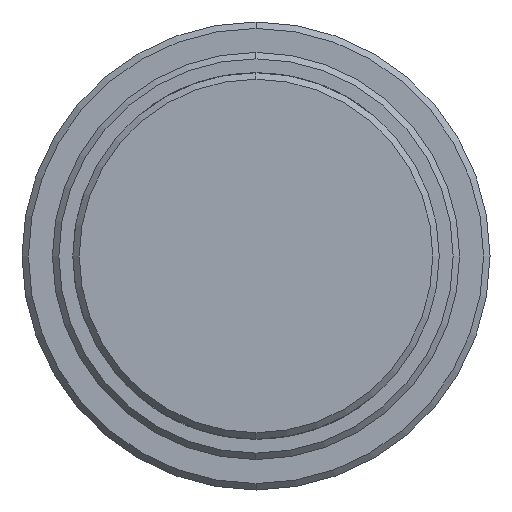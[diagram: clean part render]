
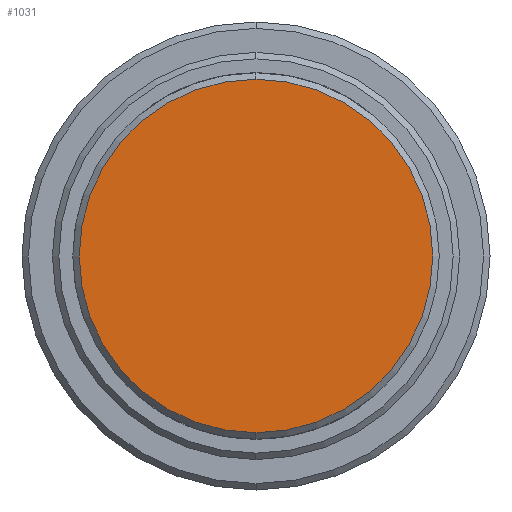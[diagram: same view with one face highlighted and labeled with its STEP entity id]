
A CAD part, left-side view. The second image highlights one B-rep face of the part: STEP entity #1031.
In plain terms, the highlighted planar face has unit normal (-1, 0, 0).
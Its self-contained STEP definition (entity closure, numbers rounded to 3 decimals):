
#10 = CARTESIAN_POINT ( 'NONE',  ( 0., 0., 0. ) ) ;
#12 = CIRCLE ( 'NONE', #961, 27.575 ) ;
#54 = AXIS2_PLACEMENT_3D ( 'NONE', #1388, #941, #2518 ) ;
#79 = VERTEX_POINT ( 'NONE', #1817 ) ;
#87 = CIRCLE ( 'NONE', #305, 27.575 ) ;
#301 = CARTESIAN_POINT ( 'NONE',  ( 0., 0., 0. ) ) ;
#305 = AXIS2_PLACEMENT_3D ( 'NONE', #10, #2466, #870 ) ;
#697 = VERTEX_POINT ( 'NONE', #1339 ) ;
#870 = DIRECTION ( 'NONE',  ( 0., 0., -1. ) ) ;
#941 = DIRECTION ( 'NONE',  ( 1., 0., 0. ) ) ;
#961 = AXIS2_PLACEMENT_3D ( 'NONE', #301, #2580, #2796 ) ;
#982 = ORIENTED_EDGE ( 'NONE', *, *, #1587, .T. ) ;
#989 = ORIENTED_EDGE ( 'NONE', *, *, #1708, .T. ) ;
#1031 = ADVANCED_FACE ( 'NONE', ( #1138 ), #1168, .F. ) ;
#1138 = FACE_OUTER_BOUND ( 'NONE', #2586, .T. ) ;
#1168 = PLANE ( 'NONE',  #54 ) ;
#1339 = CARTESIAN_POINT ( 'NONE',  ( 0., 0., 27.575 ) ) ;
#1388 = CARTESIAN_POINT ( 'NONE',  ( 0., 0., 0. ) ) ;
#1587 = EDGE_CURVE ( 'NONE', #79, #697, #87, .T. ) ;
#1708 = EDGE_CURVE ( 'NONE', #697, #79, #12, .T. ) ;
#1817 = CARTESIAN_POINT ( 'NONE',  ( 0., 0., -27.575 ) ) ;
#2466 = DIRECTION ( 'NONE',  ( -1., 0., 0. ) ) ;
#2518 = DIRECTION ( 'NONE',  ( 0., 0., -1. ) ) ;
#2580 = DIRECTION ( 'NONE',  ( -1., 0., 0. ) ) ;
#2586 = EDGE_LOOP ( 'NONE', ( #982, #989 ) ) ;
#2796 = DIRECTION ( 'NONE',  ( 0., 0., -1. ) ) ;
